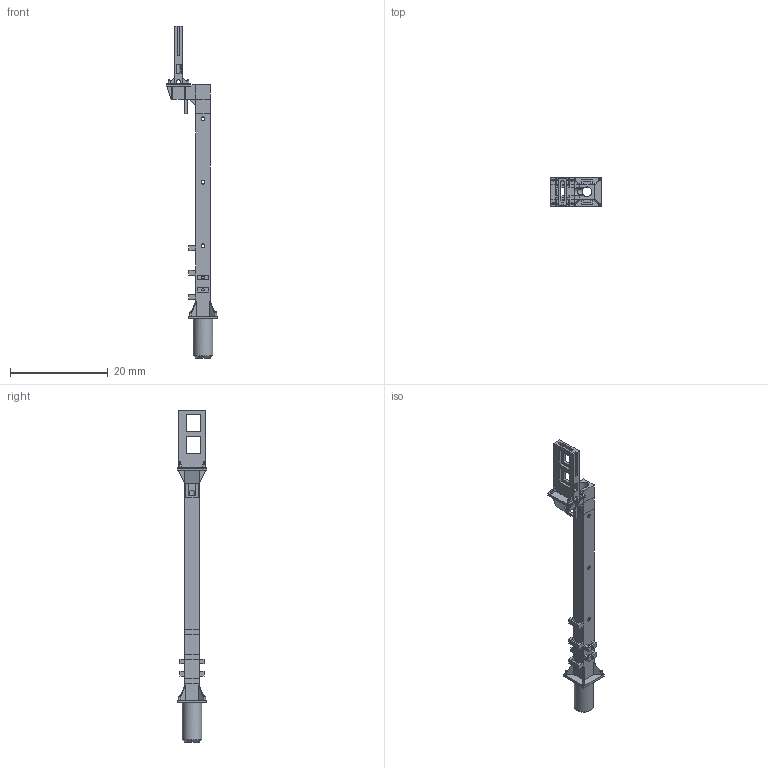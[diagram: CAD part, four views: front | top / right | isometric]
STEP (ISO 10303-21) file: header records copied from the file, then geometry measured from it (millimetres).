
FILE_DESCRIPTION(('FreeCAD Model'),'2;1');
FILE_NAME('Open CASCADE Shape Model','2024-03-24T14:59:38',('FreeCAD'),( 'FreeCAD'),'Open CASCADE STEP processor 7.6','FreeCAD','Unknown');
FILE_SCHEMA(('AUTOMOTIVE_DESIGN { 1 0 10303 214 1 1 1 1 }'));
Length unit declared in the file: millimetre
Products named in the file (1): Open CASCADE STEP translator 7.6 1
Bounding box: 10.5 x 6 x 68 mm (x, y, z)
Volume: 374.5 mm3; surface area: 1782.2 mm2
Topology: 4 solids, 4 shells, 356 faces, 987 edges, 619 vertices
Faces by surface type: plane 312, cylinder 31, sphere 8, bspline 4, cone 1
Full cylindrical faces by diameter (mm): 0.4 x8, 0.5 x4, 0.75 x6, 1.2 x1, 2 x1, 2.6 x1, 4 x1
Entity records: 25687 total; most frequent: CARTESIAN_POINT 5916, DIRECTION 3674, LINE 2642, VECTOR 2642, ORIENTED_EDGE 1958, PCURVE 1958, DEFINITIONAL_REPRESENTATION 1958, EDGE_CURVE 979
